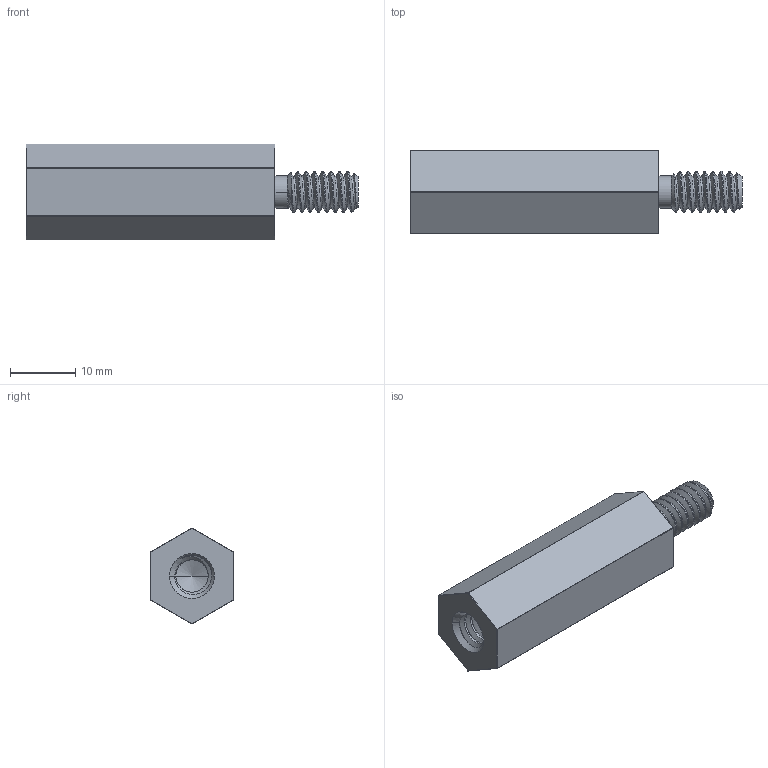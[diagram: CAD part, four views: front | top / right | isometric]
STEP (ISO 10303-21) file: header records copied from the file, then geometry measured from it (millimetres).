
FILE_DESCRIPTION((''),'2;1');
FILE_NAME('MALE_FEMALE_STANDOFF','2021-10-26T',('SYSTEM'),(''),'PRO/ENGINEER BY PARAMETRIC TECHNOLOGY CORPORATION, 2016360','PRO/ENGINEER BY PARAMETRIC TECHNOLOGY CORPORATION, 2016360','');
FILE_SCHEMA(('AUTOMOTIVE_DESIGN { 1 0 10303 214 1 1 1 1 }'));
Length unit declared in the file: inch
Products named in the file (1): MALE_FEMALE_STANDOFF
Bounding box: 50.8 x 12.7 x 14.65 mm (x, y, z)
Volume: 5185.6 mm3; surface area: 2764.9 mm2
Topology: 1 solids, 1 shells, 111 faces, 265 edges, 157 vertices
Faces by surface type: cylinder 59, bspline 23, sphere 12, plane 10, cone 7
Entity records: 9607 total; most frequent: CARTESIAN_POINT 6302, ORIENTED_EDGE 526, DIRECTION 374, PRESENTATION_STYLE_ASSIGNMENT 264, STYLED_ITEM 264, CURVE_STYLE 263, EDGE_CURVE 263, VERTEX_POINT 157
